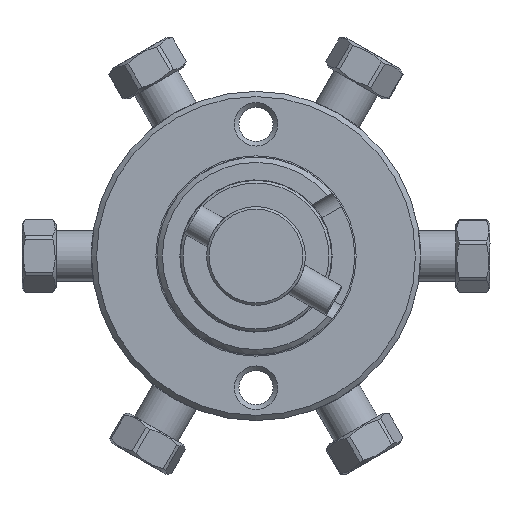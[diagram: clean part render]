
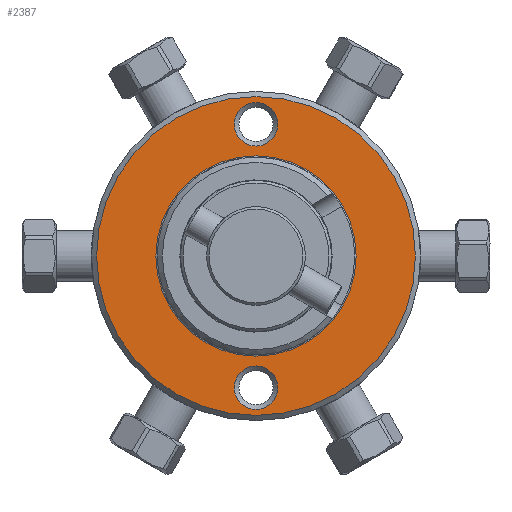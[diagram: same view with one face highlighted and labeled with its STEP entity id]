
A CAD part, left-side view. The second image highlights one B-rep face of the part: STEP entity #2387.
In plain terms, the highlighted planar face has unit normal (-1, 0, 0).
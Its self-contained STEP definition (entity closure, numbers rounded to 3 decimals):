
#851=CARTESIAN_POINT('',(6.35,0.,-10.6));
#852=VERTEX_POINT('',#851);
#853=CARTESIAN_POINT('',(6.35,0.,-12.7));
#854=DIRECTION('',(1.0,0.0,0.0));
#855=DIRECTION('',(0.0,0.0,1.0));
#856=AXIS2_PLACEMENT_3D('',#853,#854,#855);
#857=CIRCLE('',#856,2.1);
#858=EDGE_CURVE('',#852,#852,#857,.T.);
#879=CARTESIAN_POINT('',(6.35,0.,14.8));
#880=VERTEX_POINT('',#879);
#881=CARTESIAN_POINT('',(6.35,0.,12.7));
#882=DIRECTION('',(1.0,0.0,0.0));
#883=DIRECTION('',(0.0,0.0,1.0));
#884=AXIS2_PLACEMENT_3D('',#881,#882,#883);
#885=CIRCLE('',#884,2.1);
#886=EDGE_CURVE('',#880,#880,#885,.T.);
#979=CARTESIAN_POINT('',(6.35,9.655,0.));
#980=VERTEX_POINT('',#979);
#981=CARTESIAN_POINT('',(6.35,0.,0.0));
#982=DIRECTION('',(-1.0,0.0,0.0));
#983=DIRECTION('',(0.0,-1.0,0.0));
#984=AXIS2_PLACEMENT_3D('',#981,#982,#983);
#985=CIRCLE('',#984,9.655);
#986=EDGE_CURVE('',#980,#980,#985,.T.);
#1243=CARTESIAN_POINT('',(6.35,15.375,0.));
#1244=VERTEX_POINT('',#1243);
#1245=CARTESIAN_POINT('',(6.35,0.,0.0));
#1246=DIRECTION('',(1.0,0.0,0.0));
#1247=DIRECTION('',(0.0,-1.0,0.0));
#1248=AXIS2_PLACEMENT_3D('',#1245,#1246,#1247);
#1249=CIRCLE('',#1248,15.375);
#1250=EDGE_CURVE('',#1244,#1244,#1249,.T.);
#2370=CARTESIAN_POINT('',(6.35,12.7,0.0));
#2371=DIRECTION('',(-1.0,0.0,0.0));
#2372=DIRECTION('',(0.0,0.0,1.0));
#2373=AXIS2_PLACEMENT_3D('',#2370,#2371,#2372);
#2374=PLANE('',#2373);
#2375=ORIENTED_EDGE('',*,*,#1250,.F.);
#2376=EDGE_LOOP('',(#2375));
#2377=FACE_OUTER_BOUND('',#2376,.T.);
#2378=ORIENTED_EDGE('',*,*,#986,.F.);
#2379=EDGE_LOOP('',(#2378));
#2380=FACE_BOUND('',#2379,.T.);
#2381=ORIENTED_EDGE('',*,*,#886,.T.);
#2382=EDGE_LOOP('',(#2381));
#2383=FACE_BOUND('',#2382,.T.);
#2384=ORIENTED_EDGE('',*,*,#858,.T.);
#2385=EDGE_LOOP('',(#2384));
#2386=FACE_BOUND('',#2385,.T.);
#2387=ADVANCED_FACE('',(#2377,#2380,#2383,#2386),#2374,.T.);
